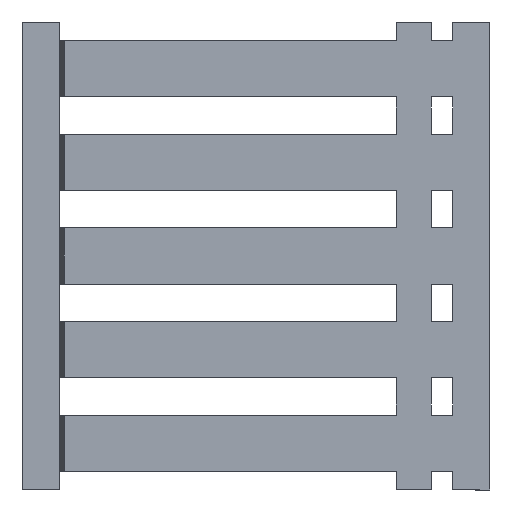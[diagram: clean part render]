
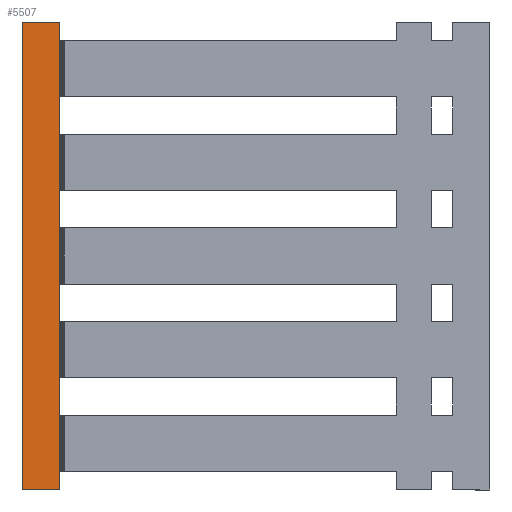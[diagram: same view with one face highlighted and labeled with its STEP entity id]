
A CAD part, left-side view. The second image highlights one B-rep face of the part: STEP entity #5507.
In plain terms, the highlighted planar face has unit normal (-1, 0, 0).
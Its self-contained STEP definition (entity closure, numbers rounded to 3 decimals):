
#81 = VECTOR ( 'NONE', #4405, 1000. ) ;
#207 = EDGE_CURVE ( 'NONE', #1065, #3831, #6024, .T. ) ;
#265 = CARTESIAN_POINT ( 'NONE',  ( -30., 100., 0. ) ) ;
#291 = LINE ( 'NONE', #6882, #6367 ) ;
#552 = VERTEX_POINT ( 'NONE', #3660 ) ;
#888 = EDGE_CURVE ( 'NONE', #552, #3831, #5862, .T. ) ;
#909 = EDGE_CURVE ( 'NONE', #1065, #1171, #1563, .T. ) ;
#950 = DIRECTION ( 'NONE',  ( 0., 0., 1. ) ) ;
#1065 = VERTEX_POINT ( 'NONE', #3788 ) ;
#1171 = VERTEX_POINT ( 'NONE', #3540 ) ;
#1448 = FACE_OUTER_BOUND ( 'NONE', #3406, .T. ) ;
#1563 = LINE ( 'NONE', #1593, #6852 ) ;
#1593 = CARTESIAN_POINT ( 'NONE',  ( -30., 100., -100. ) ) ;
#2460 = ORIENTED_EDGE ( 'NONE', *, *, #4339, .T. ) ;
#2665 = CARTESIAN_POINT ( 'NONE',  ( -30., 0., 0. ) ) ;
#3187 = DIRECTION ( 'NONE',  ( 0., 1., 0. ) ) ;
#3406 = EDGE_LOOP ( 'NONE', ( #6278, #2460, #4980, #6752 ) ) ;
#3540 = CARTESIAN_POINT ( 'NONE',  ( -30., 92., -100. ) ) ;
#3660 = CARTESIAN_POINT ( 'NONE',  ( -30., 92., 0. ) ) ;
#3670 = DIRECTION ( 'NONE',  ( 0., 0., 1. ) ) ;
#3788 = CARTESIAN_POINT ( 'NONE',  ( -30., 100., -100. ) ) ;
#3831 = VERTEX_POINT ( 'NONE', #265 ) ;
#3982 = AXIS2_PLACEMENT_3D ( 'NONE', #5228, #6851, #950 ) ;
#4339 = EDGE_CURVE ( 'NONE', #1171, #552, #291, .T. ) ;
#4405 = DIRECTION ( 'NONE',  ( 0., 0., 1. ) ) ;
#4980 = ORIENTED_EDGE ( 'NONE', *, *, #888, .T. ) ;
#5228 = CARTESIAN_POINT ( 'NONE',  ( -30., 100., -100. ) ) ;
#5341 = DIRECTION ( 'NONE',  ( 0., -1., 0. ) ) ;
#5507 = ADVANCED_FACE ( 'NONE', ( #1448 ), #6282, .T. ) ;
#5862 = LINE ( 'NONE', #2665, #6400 ) ;
#6024 = LINE ( 'NONE', #6527, #81 ) ;
#6278 = ORIENTED_EDGE ( 'NONE', *, *, #909, .T. ) ;
#6282 = PLANE ( 'NONE',  #3982 ) ;
#6367 = VECTOR ( 'NONE', #3670, 1000. ) ;
#6400 = VECTOR ( 'NONE', #3187, 1000. ) ;
#6527 = CARTESIAN_POINT ( 'NONE',  ( -30., 100., -100. ) ) ;
#6752 = ORIENTED_EDGE ( 'NONE', *, *, #207, .F. ) ;
#6851 = DIRECTION ( 'NONE',  ( -1., 0., 0. ) ) ;
#6852 = VECTOR ( 'NONE', #5341, 1000. ) ;
#6882 = CARTESIAN_POINT ( 'NONE',  ( -30., 92., -100. ) ) ;
